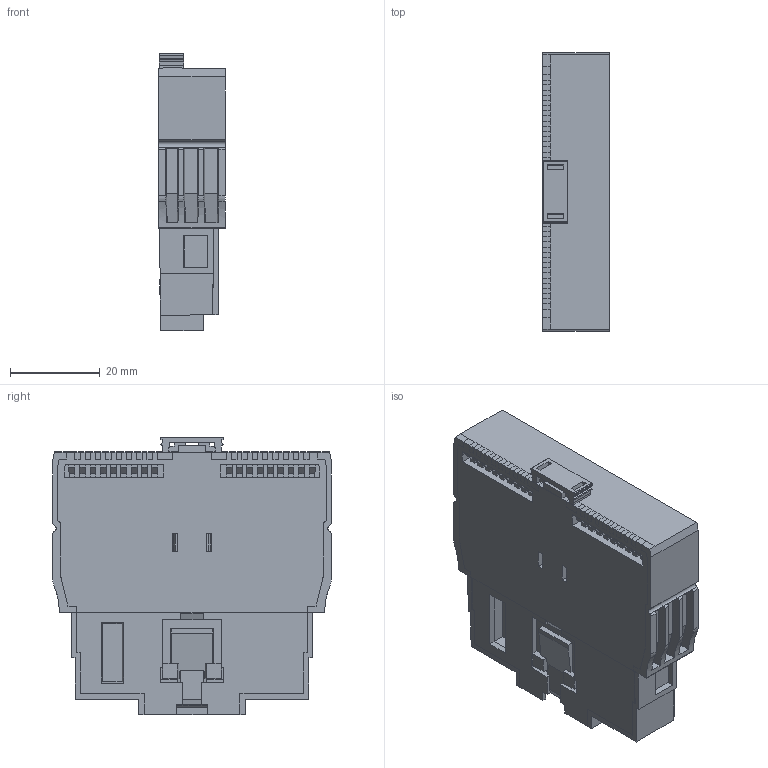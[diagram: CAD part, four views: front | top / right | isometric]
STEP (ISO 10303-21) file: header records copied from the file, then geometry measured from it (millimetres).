
FILE_DESCRIPTION(('HOOPS Exchange Step'),'2;1');
FILE_NAME('export-31D9FDA5-60BA-4A9F-8FFB-D73E0F1C6B62.stp','2024-05-05T11:41:08+02:00',('Engineering'),('Alibre'),'HOOPS Exchange 2023.0','Alibre','Unknown authorisation');
FILE_SCHEMA( ('AP242_MANAGED_MODEL_BASED_3D_ENGINEERING_MIM_LF {1 0 10303 442 1 1 4 }') );
Length unit declared in the file: millimetre
Products named in the file (2): 6822-1 Cover - AXL SE SC-A- 1088134; 6822 Cover - AXL SE SC-A- 1088134
Assembly tree (1 placements, depth 2):
  6822 Cover - AXL SE SC-A- 1088134
    6822-1 Cover - AXL SE SC-A- 1088134
Bounding box: 14.9 x 62.2 x 62 mm (x, y, z)
Volume: 44883.7 mm3; surface area: 12062.4 mm2
Topology: 1 solids, 1 shells, 590 faces, 1736 edges, 1152 vertices
Faces by surface type: plane 562, cylinder 24, bspline 4
Entity records: 20448 total; most frequent: CARTESIAN_POINT 3695, ORIENTED_EDGE 3472, DIRECTION 2969, EDGE_CURVE 1736, VECTOR 1645, LINE 1645, VERTEX_POINT 1152, AXIS2_PLACEMENT_3D 662
